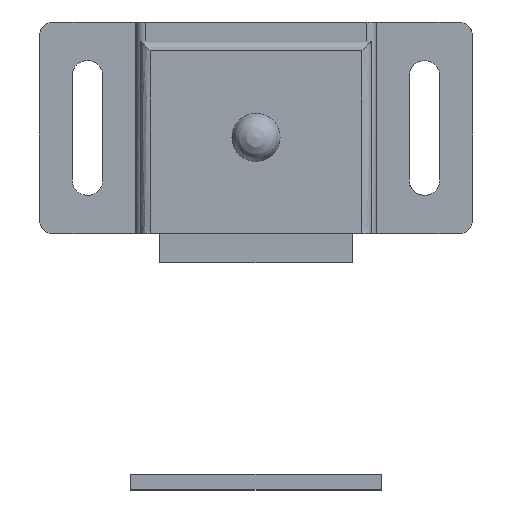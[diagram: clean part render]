
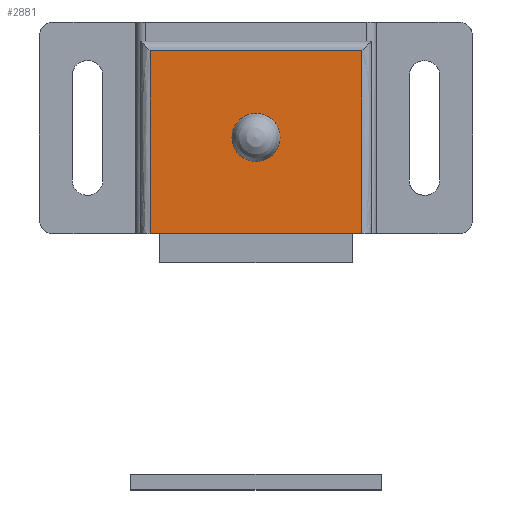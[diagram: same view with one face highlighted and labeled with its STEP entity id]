
A CAD part, top view. The second image highlights one B-rep face of the part: STEP entity #2881.
In plain terms, the highlighted free-form (B-spline) face has degree [1, 1] with [2, 2] control points.
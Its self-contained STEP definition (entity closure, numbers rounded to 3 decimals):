
#2364=CARTESIAN_POINT('',(0.118,-13.495,12.0));
#2365=VERTEX_POINT('',#2364);
#2371=CARTESIAN_POINT('',(1.5,-12.,12.0));
#2372=VERTEX_POINT('',#2371);
#2373=CARTESIAN_POINT('',(1.5,-12.,12.0));
#2374=CARTESIAN_POINT('',(1.5,-13.387,12.0));
#2375=CARTESIAN_POINT('',(0.118,-13.495,12.));
#2383=(BOUNDED_CURVE()B_SPLINE_CURVE(2,(#2373,#2374,#2375),.UNSPECIFIED.,.F.,.U.)B_SPLINE_CURVE_WITH_KNOTS((3,3),(0.0,0.236),.UNSPECIFIED.)CURVE()GEOMETRIC_REPRESENTATION_ITEM()RATIONAL_B_SPLINE_CURVE((1.0,0.723,0.97))REPRESENTATION_ITEM(''));
#2384=EDGE_CURVE('',#2372,#2365,#2383,.T.);
#2386=CARTESIAN_POINT('',(-0.118,-10.505,12.0));
#2387=VERTEX_POINT('',#2386);
#2388=CARTESIAN_POINT('',(-0.118,-10.505,12.));
#2389=CARTESIAN_POINT('',(-0.059,-10.5,12.0));
#2390=CARTESIAN_POINT('',(0.0,-10.5,12.0));
#2391=CARTESIAN_POINT('',(1.5,-10.5,12.0));
#2392=CARTESIAN_POINT('',(1.5,-12.,12.0));
#2400=(BOUNDED_CURVE()B_SPLINE_CURVE(2,(#2388,#2389,#2390,#2391,#2392),.UNSPECIFIED.,.F.,.U.)B_SPLINE_CURVE_WITH_KNOTS((3,2,3),(0.736,0.75,1.0),.UNSPECIFIED.)CURVE()GEOMETRIC_REPRESENTATION_ITEM()RATIONAL_B_SPLINE_CURVE((0.97,0.984,1.0,0.707,1.0))REPRESENTATION_ITEM(''));
#2401=EDGE_CURVE('',#2387,#2372,#2400,.T.);
#2477=CARTESIAN_POINT('',(-1.5,-12.,12.0));
#2478=VERTEX_POINT('',#2477);
#2479=CARTESIAN_POINT('',(-1.5,-12.,12.0));
#2480=CARTESIAN_POINT('',(-1.5,-10.613,12.0));
#2481=CARTESIAN_POINT('',(-0.118,-10.505,12.));
#2489=(BOUNDED_CURVE()B_SPLINE_CURVE(2,(#2479,#2480,#2481),.UNSPECIFIED.,.F.,.U.)B_SPLINE_CURVE_WITH_KNOTS((3,3),(0.5,0.736),.UNSPECIFIED.)CURVE()GEOMETRIC_REPRESENTATION_ITEM()RATIONAL_B_SPLINE_CURVE((1.0,0.723,0.97))REPRESENTATION_ITEM(''));
#2490=EDGE_CURVE('',#2478,#2387,#2489,.T.);
#2492=CARTESIAN_POINT('',(0.118,-13.495,12.));
#2493=CARTESIAN_POINT('',(0.059,-13.5,12.0));
#2494=CARTESIAN_POINT('',(0.0,-13.5,12.0));
#2495=CARTESIAN_POINT('',(-1.5,-13.5,12.0));
#2496=CARTESIAN_POINT('',(-1.5,-12.,12.0));
#2504=(BOUNDED_CURVE()B_SPLINE_CURVE(2,(#2492,#2493,#2494,#2495,#2496),.UNSPECIFIED.,.F.,.U.)B_SPLINE_CURVE_WITH_KNOTS((3,2,3),(0.236,0.25,0.5),.UNSPECIFIED.)CURVE()GEOMETRIC_REPRESENTATION_ITEM()RATIONAL_B_SPLINE_CURVE((0.97,0.984,1.0,0.707,1.0))REPRESENTATION_ITEM(''));
#2505=EDGE_CURVE('',#2365,#2478,#2504,.T.);
#2525=CARTESIAN_POINT('',(-11.0,-22.0,12.0));
#2526=VERTEX_POINT('',#2525);
#2542=CARTESIAN_POINT('',(-11.0,-3.0,12.0));
#2543=VERTEX_POINT('',#2542);
#2544=CARTESIAN_POINT('',(-11.0,-3.0,12.0));
#2545=CARTESIAN_POINT('',(-11.0,-22.0,12.0));
#2546=QUASI_UNIFORM_CURVE('',1,(#2544,#2545),.UNSPECIFIED.,.F.,.U.);
#2547=EDGE_CURVE('',#2543,#2526,#2546,.T.);
#2714=CARTESIAN_POINT('',(11.,-22.0,12.0));
#2715=VERTEX_POINT('',#2714);
#2729=CARTESIAN_POINT('',(11.,-22.0,12.0));
#2730=CARTESIAN_POINT('',(-11.0,-22.0,12.0));
#2731=QUASI_UNIFORM_CURVE('',1,(#2729,#2730),.UNSPECIFIED.,.F.,.U.);
#2732=EDGE_CURVE('',#2715,#2526,#2731,.T.);
#2854=CARTESIAN_POINT('',(-12.099,-2.051,12.0));
#2855=CARTESIAN_POINT('',(-12.099,-22.949,12.0));
#2856=CARTESIAN_POINT('',(12.099,-2.051,12.0));
#2857=CARTESIAN_POINT('',(12.099,-22.949,12.0));
#2858=B_SPLINE_SURFACE_WITH_KNOTS('',1,1,((#2854,#2856),(#2855,#2857)),.UNSPECIFIED.,.F.,.F.,.U.,(2,2),(2,2),(0.0,20.898),(0.0,24.198),.UNSPECIFIED.);
#2859=ORIENTED_EDGE('',*,*,#2732,.F.);
#2860=CARTESIAN_POINT('',(11.,-3.0,12.0));
#2861=VERTEX_POINT('',#2860);
#2862=CARTESIAN_POINT('',(11.,-22.0,12.0));
#2863=CARTESIAN_POINT('',(11.,-3.0,12.0));
#2864=QUASI_UNIFORM_CURVE('',1,(#2862,#2863),.UNSPECIFIED.,.F.,.U.);
#2865=EDGE_CURVE('',#2715,#2861,#2864,.T.);
#2866=ORIENTED_EDGE('',*,*,#2865,.T.);
#2867=CARTESIAN_POINT('',(11.,-3.0,12.0));
#2868=CARTESIAN_POINT('',(-11.0,-3.0,12.0));
#2869=QUASI_UNIFORM_CURVE('',1,(#2867,#2868),.UNSPECIFIED.,.F.,.U.);
#2870=EDGE_CURVE('',#2861,#2543,#2869,.T.);
#2871=ORIENTED_EDGE('',*,*,#2870,.T.);
#2872=ORIENTED_EDGE('',*,*,#2547,.T.);
#2873=EDGE_LOOP('',(#2859,#2866,#2871,#2872));
#2874=FACE_OUTER_BOUND('',#2873,.T.);
#2875=ORIENTED_EDGE('',*,*,#2490,.T.);
#2876=ORIENTED_EDGE('',*,*,#2401,.T.);
#2877=ORIENTED_EDGE('',*,*,#2384,.T.);
#2878=ORIENTED_EDGE('',*,*,#2505,.T.);
#2879=EDGE_LOOP('',(#2875,#2876,#2877,#2878));
#2880=FACE_BOUND('',#2879,.T.);
#2881=ADVANCED_FACE('',(#2874,#2880),#2858,.T.);
